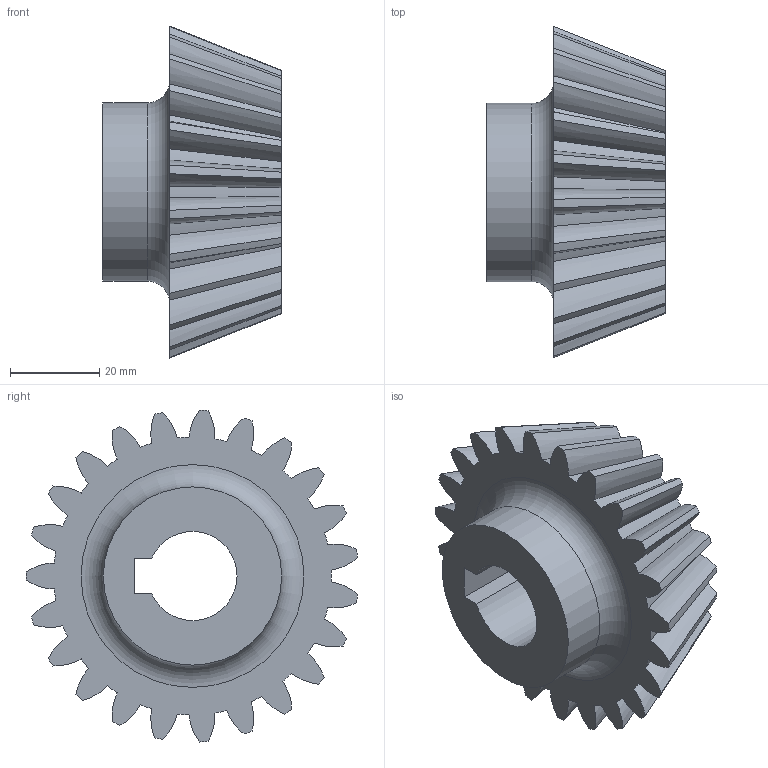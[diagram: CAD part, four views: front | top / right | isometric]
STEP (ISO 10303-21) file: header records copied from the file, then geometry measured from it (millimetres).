
FILE_DESCRIPTION(/* description */ (''),/* implementation_level */ '2;1');
FILE_NAME(/* name */ 'BEVEL.stp',/* time_stamp */ '2021-07-09T01:39:56+05:00',/* author */ ('gzb'),/* organization */ (''),/* preprocessor_version */ 'ST-DEVELOPER v18.1',/* originating_system */ 'Autodesk Inventor 2022',/* authorisation */ '');
FILE_SCHEMA (('AUTOMOTIVE_DESIGN { 1 0 10303 214 3 1 1 }'));
Length unit declared in the file: millimetre
Products named in the file (1): BEVEL
Bounding box: 40 x 74.33 x 74.49 mm (x, y, z)
Volume: 74950.2 mm3; surface area: 18897 mm2
Topology: 1 solids, 1 shells, 101 faces, 294 edges, 196 vertices
Faces by surface type: bspline 69, cone 23, plane 6, cylinder 2, torus 1
Full cylindrical faces by diameter (mm): 40 x1
Entity records: 4332 total; most frequent: CARTESIAN_POINT 1627, ORIENTED_EDGE 588, DIRECTION 551, EDGE_CURVE 294, AXIS2_PLACEMENT_3D 224, VERTEX_POINT 196, CIRCLE 191, EDGE_LOOP 104
